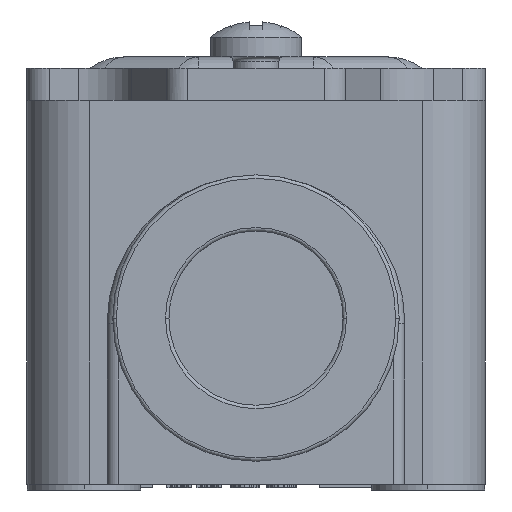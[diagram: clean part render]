
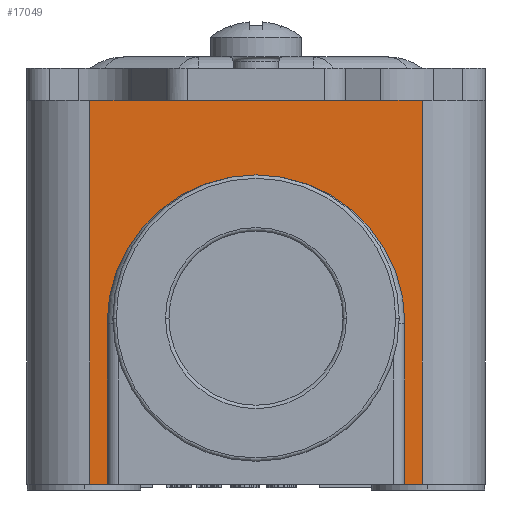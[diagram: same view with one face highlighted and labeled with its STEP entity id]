
A CAD part, front view. The second image highlights one B-rep face of the part: STEP entity #17049.
In plain terms, the highlighted planar face has unit normal (0, -1, 0).
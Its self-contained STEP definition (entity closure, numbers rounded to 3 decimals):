
#3481=DIRECTION('',(-1.,0.,0.));
#3482=VECTOR('',#3481,14.6);
#3483=CARTESIAN_POINT('',(7.3,-36.,33.5));
#3484=LINE('',#3483,#3482);
#3485=DIRECTION('',(0.,0.,1.));
#3486=VECTOR('',#3485,33.5);
#3487=CARTESIAN_POINT('',(14.5,-36.,0.));
#3488=LINE('',#3487,#3486);
#3489=DIRECTION('',(-1.,0.,0.));
#3490=VECTOR('',#3489,1.5);
#3491=CARTESIAN_POINT('',(14.5,-36.,0.));
#3492=LINE('',#3491,#3490);
#3493=DIRECTION('',(0.,0.,1.));
#3494=VECTOR('',#3493,14.);
#3495=CARTESIAN_POINT('',(13.,-36.,0.));
#3496=LINE('',#3495,#3494);
#3497=CARTESIAN_POINT('',(0.,-36.,14.));
#3498=DIRECTION('',(0.,-1.,0.));
#3499=DIRECTION('',(1.,0.,0.));
#3500=AXIS2_PLACEMENT_3D('',#3497,#3498,#3499);
#3502=DIRECTION('',(0.,0.,-1.));
#3503=VECTOR('',#3502,14.);
#3504=CARTESIAN_POINT('',(-13.,-36.,14.));
#3505=LINE('',#3504,#3503);
#3506=DIRECTION('',(-1.,0.,0.));
#3507=VECTOR('',#3506,1.5);
#3508=CARTESIAN_POINT('',(-13.,-36.,0.));
#3509=LINE('',#3508,#3507);
#3510=DIRECTION('',(0.,0.,1.));
#3511=VECTOR('',#3510,33.5);
#3512=CARTESIAN_POINT('',(-14.5,-36.,0.));
#3513=LINE('',#3512,#3511);
#4455=DIRECTION('',(-1.,0.,0.));
#4456=VECTOR('',#4455,7.2);
#4457=CARTESIAN_POINT('',(14.5,-36.,33.5));
#4458=LINE('',#4457,#4456);
#5672=DIRECTION('',(-1.,0.,0.));
#5673=VECTOR('',#5672,7.2);
#5674=CARTESIAN_POINT('',(-7.3,-36.,33.5));
#5675=LINE('',#5674,#5673);
#12411=CARTESIAN_POINT('',(14.5,-36.,33.5));
#12413=VERTEX_POINT('',#12411);
#12417=CARTESIAN_POINT('',(14.5,-36.,0.));
#12418=VERTEX_POINT('',#12417);
#12420=CARTESIAN_POINT('',(-14.5,-36.,33.5));
#12422=VERTEX_POINT('',#12420);
#12423=CARTESIAN_POINT('',(-14.5,-36.,0.));
#12424=VERTEX_POINT('',#12423);
#12490=CARTESIAN_POINT('',(-13.,-36.,0.));
#12492=VERTEX_POINT('',#12490);
#12493=CARTESIAN_POINT('',(-13.,-36.,14.));
#12494=VERTEX_POINT('',#12493);
#12499=CARTESIAN_POINT('',(13.,-36.,14.));
#12500=VERTEX_POINT('',#12499);
#12501=CARTESIAN_POINT('',(13.,-36.,0.));
#12503=VERTEX_POINT('',#12501);
#13226=CARTESIAN_POINT('',(7.3,-36.,33.5));
#13227=VERTEX_POINT('',#13226);
#13228=CARTESIAN_POINT('',(-7.3,-36.,33.5));
#13229=VERTEX_POINT('',#13228);
#17025=CARTESIAN_POINT('',(20.,-36.,33.5));
#17026=DIRECTION('',(0.,-1.,0.));
#17027=DIRECTION('',(-1.,0.,0.));
#17028=AXIS2_PLACEMENT_3D('',#17025,#17026,#17027);
#17029=PLANE('',#17028);
#17031=ORIENTED_EDGE('',*,*,#17030,.F.);
#17033=ORIENTED_EDGE('',*,*,#17032,.F.);
#17035=ORIENTED_EDGE('',*,*,#17034,.F.);
#17036=ORIENTED_EDGE('',*,*,#14311,.T.);
#17038=ORIENTED_EDGE('',*,*,#17037,.T.);
#17040=ORIENTED_EDGE('',*,*,#17039,.T.);
#17041=ORIENTED_EDGE('',*,*,#17017,.T.);
#17042=ORIENTED_EDGE('',*,*,#14303,.T.);
#17044=ORIENTED_EDGE('',*,*,#17043,.T.);
#17046=ORIENTED_EDGE('',*,*,#17045,.F.);
#17047=EDGE_LOOP('',(#17031,#17033,#17035,#17036,#17038,#17040,#17041,#17042,
#17044,#17046));
#17048=FACE_OUTER_BOUND('',#17047,.F.);
#17049=ADVANCED_FACE('',(#17048),#17029,.T.);
#3501=CIRCLE('',#3500,13.);
#14303=EDGE_CURVE('',#12492,#12424,#3509,.T.);
#14311=EDGE_CURVE('',#12418,#12503,#3492,.T.);
#17017=EDGE_CURVE('',#12494,#12492,#3505,.T.);
#17030=EDGE_CURVE('',#13227,#13229,#3484,.T.);
#17032=EDGE_CURVE('',#12413,#13227,#4458,.T.);
#17034=EDGE_CURVE('',#12418,#12413,#3488,.T.);
#17037=EDGE_CURVE('',#12503,#12500,#3496,.T.);
#17039=EDGE_CURVE('',#12500,#12494,#3501,.T.);
#17043=EDGE_CURVE('',#12424,#12422,#3513,.T.);
#17045=EDGE_CURVE('',#13229,#12422,#5675,.T.);
